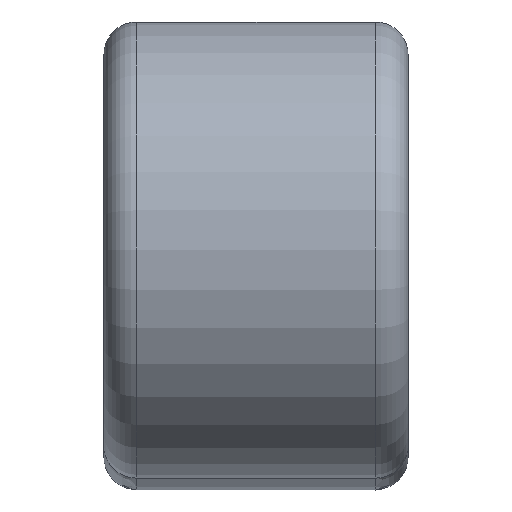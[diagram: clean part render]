
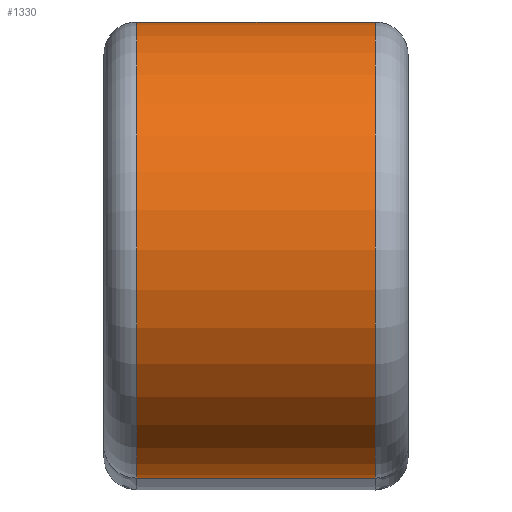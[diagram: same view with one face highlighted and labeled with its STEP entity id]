
A CAD part, left-side view. The second image highlights one B-rep face of the part: STEP entity #1330.
In plain terms, the highlighted cylindrical face has radius 21 mm (diameter 42 mm), a partial arc.
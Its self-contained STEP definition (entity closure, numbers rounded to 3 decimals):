
#48=CIRCLE('',#1408,21.);
#56=CIRCLE('',#1419,21.);
#95=CYLINDRICAL_SURFACE('',#1426,21.);
#161=FACE_OUTER_BOUND('',#234,.T.);
#234=EDGE_LOOP('',(#1166,#1167,#1168,#1169));
#377=LINE('',#2495,#513);
#378=LINE('',#2497,#514);
#513=VECTOR('',#1737,10.);
#514=VECTOR('',#1740,10.);
#616=VERTEX_POINT('',#2321);
#618=VERTEX_POINT('',#2327);
#628=VERTEX_POINT('',#2460);
#630=VERTEX_POINT('',#2466);
#794=EDGE_CURVE('',#616,#618,#48,.T.);
#812=EDGE_CURVE('',#628,#630,#56,.T.);
#819=EDGE_CURVE('',#618,#628,#377,.T.);
#820=EDGE_CURVE('',#616,#630,#378,.T.);
#1166=ORIENTED_EDGE('',*,*,#812,.F.);
#1167=ORIENTED_EDGE('',*,*,#819,.F.);
#1168=ORIENTED_EDGE('',*,*,#794,.F.);
#1169=ORIENTED_EDGE('',*,*,#820,.T.);
#1330=ADVANCED_FACE('',(#161),#95,.T.);
#1408=AXIS2_PLACEMENT_3D('',#2331,#1695,#1696);
#1419=AXIS2_PLACEMENT_3D('',#2470,#1721,#1722);
#1426=AXIS2_PLACEMENT_3D('',#2496,#1738,#1739);
#1695=DIRECTION('center_axis',(0.,-1.,0.));
#1696=DIRECTION('ref_axis',(-1.,0.,0.));
#1721=DIRECTION('center_axis',(0.,1.,0.));
#1722=DIRECTION('ref_axis',(-1.,0.,0.));
#1737=DIRECTION('',(0.,1.,0.));
#1738=DIRECTION('center_axis',(0.,1.,0.));
#1739=DIRECTION('ref_axis',(0.,0.,-1.));
#1740=DIRECTION('',(0.,1.,0.));
#2321=CARTESIAN_POINT('',(0.006,3.,42.));
#2327=CARTESIAN_POINT('',(0.,3.,0.));
#2331=CARTESIAN_POINT('Origin',(0.006,3.,21.));
#2460=CARTESIAN_POINT('',(0.,25.,0.));
#2466=CARTESIAN_POINT('',(0.006,25.,42.));
#2470=CARTESIAN_POINT('Origin',(0.006,25.,21.));
#2495=CARTESIAN_POINT('',(0.,0.,0.));
#2496=CARTESIAN_POINT('Origin',(0.006,0.,21.));
#2497=CARTESIAN_POINT('',(0.006,0.,42.));
